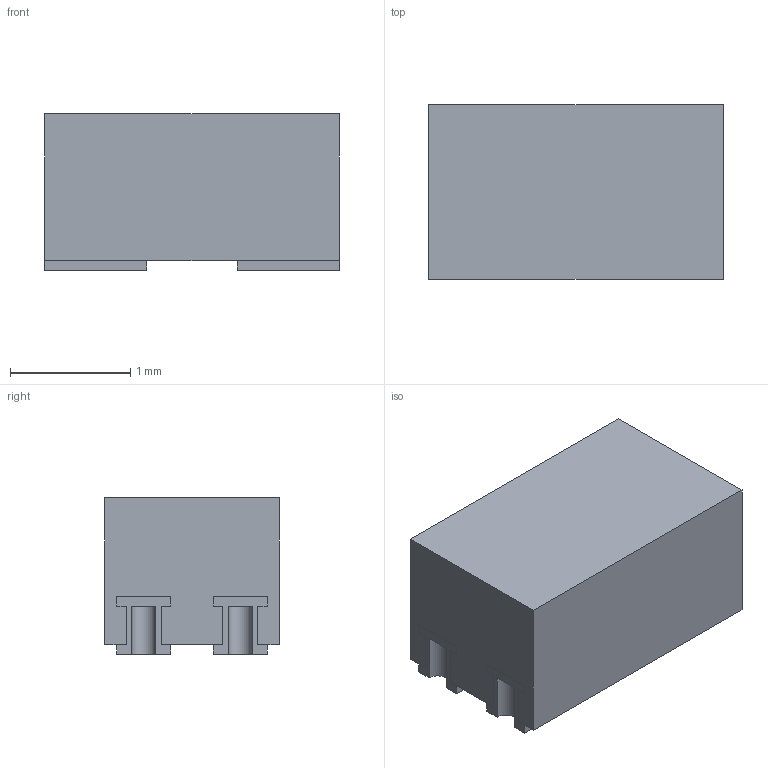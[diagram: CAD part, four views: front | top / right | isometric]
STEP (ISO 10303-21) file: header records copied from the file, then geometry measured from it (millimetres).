
FILE_DESCRIPTION(('STEP AP214'),'1');
FILE_NAME('VSON4.stp','2019-01-21T22:42:34',(' '),(' '),'Spatial InterOp 3D',' ',' ');
FILE_SCHEMA(('AUTOMOTIVE_DESIGN { 1 0 10303 214 1 1 1 1 }'));
Length unit declared in the file: metre
Products named in the file (6): VSON4; Component1; Component2; Component3; Component4; Component5
Assembly tree (5 placements, depth 2):
  VSON4
    Component1
    Component2
    Component3
    Component4
    Component5
Bounding box: 2.45 x 1.45 x 1.3 mm (x, y, z)
Volume: 4.4 mm3; surface area: 23.4 mm2
Topology: 5 solids, 5 shells, 103 faces, 279 edges, 186 vertices
Faces by surface type: plane 99, cylinder 4
Entity records: 4174 total; most frequent: CARTESIAN_POINT 574, ORIENTED_EDGE 558, DIRECTION 505, EDGE_CURVE 279, LINE 271, VECTOR 271, VERTEX_POINT 186, AXIS2_PLACEMENT_3D 117
